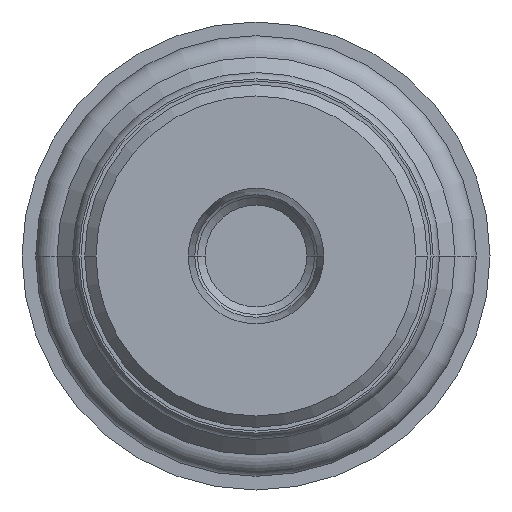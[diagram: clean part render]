
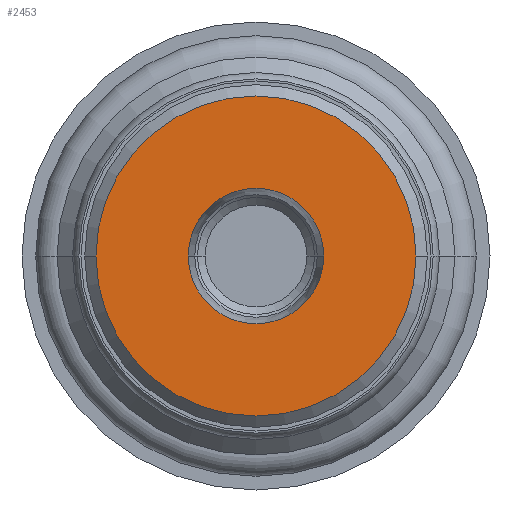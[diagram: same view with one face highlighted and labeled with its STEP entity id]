
A CAD part, left-side view. The second image highlights one B-rep face of the part: STEP entity #2453.
In plain terms, the highlighted planar face has unit normal (-1, 0, 0).
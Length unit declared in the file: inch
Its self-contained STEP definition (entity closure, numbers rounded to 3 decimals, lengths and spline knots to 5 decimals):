
#184=CARTESIAN_POINT('',(-2.118,0.,0.));
#185=DIRECTION('',(-1.,0.,0.));
#186=DIRECTION('',(0.,1.,0.));
#187=AXIS2_PLACEMENT_3D('',#184,#185,#186);
#192=CARTESIAN_POINT('',(-2.118,0.,0.));
#193=DIRECTION('',(-1.,0.,0.));
#194=DIRECTION('',(0.,-1.,0.));
#195=AXIS2_PLACEMENT_3D('',#192,#193,#194);
#200=CARTESIAN_POINT('',(-2.118,0.,0.));
#201=DIRECTION('',(1.,0.,0.));
#202=DIRECTION('',(0.,-1.,0.));
#203=AXIS2_PLACEMENT_3D('',#200,#201,#202);
#230=CARTESIAN_POINT('',(-2.118,0.,0.));
#231=DIRECTION('',(-1.,0.,0.));
#232=DIRECTION('',(0.,-1.,0.));
#233=AXIS2_PLACEMENT_3D('',#230,#231,#232);
#2193=CARTESIAN_POINT('',(-2.118,-0.4275,0.));
#2194=CARTESIAN_POINT('',(-2.118,0.4275,0.));
#2195=VERTEX_POINT('',#2193);
#2196=VERTEX_POINT('',#2194);
#2221=CARTESIAN_POINT('',(-2.118,0.181,0.));
#2222=CARTESIAN_POINT('',(-2.118,-0.181,0.));
#2223=VERTEX_POINT('',#2221);
#2224=VERTEX_POINT('',#2222);
#2437=CARTESIAN_POINT('',(-2.118,0.,0.));
#2438=DIRECTION('',(1.,0.,0.));
#2439=DIRECTION('',(0.,0.,-1.));
#2440=AXIS2_PLACEMENT_3D('',#2437,#2438,#2439);
#2441=PLANE('',#2440);
#2443=ORIENTED_EDGE('',*,*,#2442,.T.);
#2445=ORIENTED_EDGE('',*,*,#2444,.F.);
#2446=EDGE_LOOP('',(#2443,#2445));
#2447=FACE_OUTER_BOUND('',#2446,.F.);
#2448=ORIENTED_EDGE('',*,*,#2427,.T.);
#2450=ORIENTED_EDGE('',*,*,#2449,.T.);
#2451=EDGE_LOOP('',(#2448,#2450));
#2452=FACE_BOUND('',#2451,.F.);
#2453=ADVANCED_FACE('',(#2447,#2452),#2441,.F.);
#188=CIRCLE('',#187,0.181);
#196=CIRCLE('',#195,0.181);
#204=CIRCLE('',#203,0.4275);
#234=CIRCLE('',#233,0.4275);
#2427=EDGE_CURVE('',#2223,#2224,#188,.T.);
#2442=EDGE_CURVE('',#2195,#2196,#204,.T.);
#2444=EDGE_CURVE('',#2195,#2196,#234,.T.);
#2449=EDGE_CURVE('',#2224,#2223,#196,.T.);
